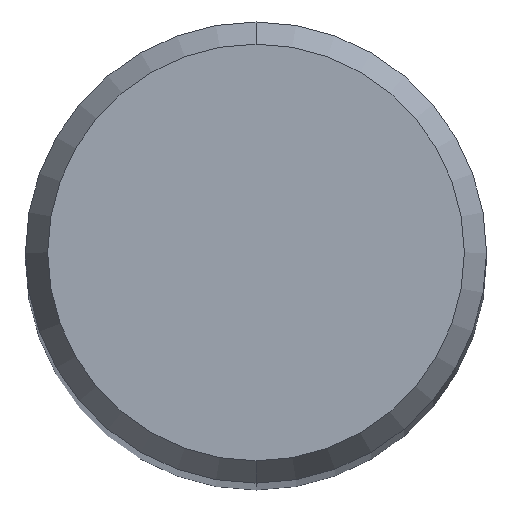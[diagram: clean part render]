
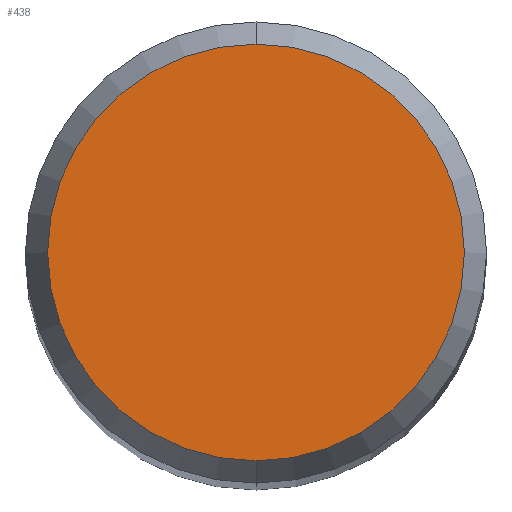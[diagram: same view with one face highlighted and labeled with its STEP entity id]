
A CAD part, top view. The second image highlights one B-rep face of the part: STEP entity #438.
In plain terms, the highlighted planar face has unit normal (0, 0, 1).
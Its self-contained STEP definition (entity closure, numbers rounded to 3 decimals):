
#222=VERTEX_POINT('',#522);
#280=EDGE_CURVE('',#322,#222,#588,.T.);
#300=EDGE_CURVE('',#222,#322,#611,.T.);
#322=VERTEX_POINT('',#636);
#438=ADVANCED_FACE('',(#759),#760,.T.);
#522=CARTESIAN_POINT('',(0.,-2.152,0.));
#588=CIRCLE('',#1035,2.152);
#611=CIRCLE('',#1073,2.152);
#636=CARTESIAN_POINT('',(0.0,2.152,0.));
#759=FACE_OUTER_BOUND('',#1378,.T.);
#760=PLANE('',#1379);
#1035=AXIS2_PLACEMENT_3D('',#1545,#1546,#1547);
#1073=AXIS2_PLACEMENT_3D('',#1572,#1573,#1574);
#1378=EDGE_LOOP('',(#1718,#1719));
#1379=AXIS2_PLACEMENT_3D('',#1720,#1721,#1722);
#1545=CARTESIAN_POINT('',(0.0,0.0,0.));
#1546=DIRECTION('',(0.0,0.0,-1.0));
#1547=DIRECTION('',(0.0,1.0,0.0));
#1572=CARTESIAN_POINT('',(0.0,0.0,0.));
#1573=DIRECTION('',(0.0,0.0,-1.0));
#1574=DIRECTION('',(0.0,1.0,0.0));
#1718=ORIENTED_EDGE('',*,*,#280,.F.);
#1719=ORIENTED_EDGE('',*,*,#300,.F.);
#1720=CARTESIAN_POINT('',(0.0,1.076,0.));
#1721=DIRECTION('',(-0.0,0.0,1.0));
#1722=DIRECTION('',(0.0,-1.0,0.0));
